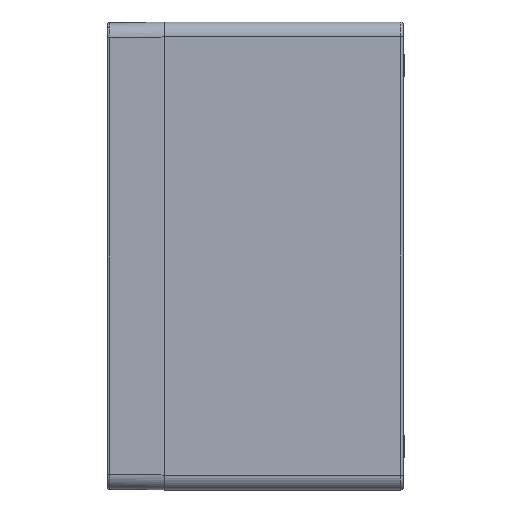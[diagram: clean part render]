
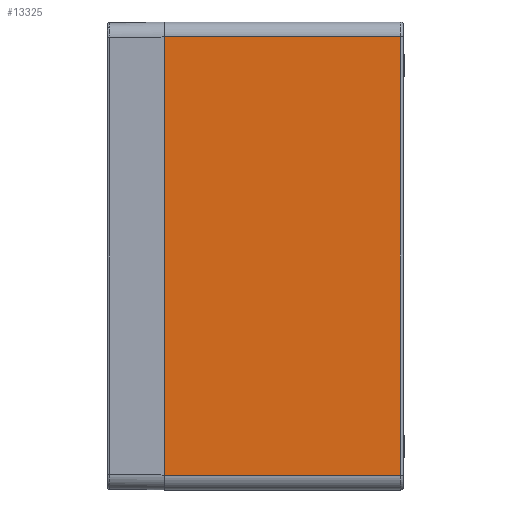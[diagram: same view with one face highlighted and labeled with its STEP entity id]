
A CAD part, left-side view. The second image highlights one B-rep face of the part: STEP entity #13325.
In plain terms, the highlighted planar face has unit normal (-1, 0, 0).
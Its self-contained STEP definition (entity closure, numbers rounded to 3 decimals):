
#8573 = VERTEX_POINT ( 'NONE', #58856 ) ;
#13325 = ADVANCED_FACE ( 'NONE', ( #57563 ), #38422, .T. ) ;
#13763 = VERTEX_POINT ( 'NONE', #49599 ) ;
#14731 = VERTEX_POINT ( 'NONE', #50567 ) ;
#14732 = VERTEX_POINT ( 'NONE', #50568 ) ;
#20796 = ORIENTED_EDGE ( 'NONE', *, *, #21192, .T. ) ;
#20805 = ORIENTED_EDGE ( 'NONE', *, *, #21193, .T. ) ;
#20806 = ORIENTED_EDGE ( 'NONE', *, *, #21191, .T. ) ;
#20807 = ORIENTED_EDGE ( 'NONE', *, *, #21177, .F. ) ;
#21177 = EDGE_CURVE ( 'NONE', #14732, #14731, #43129, .T. ) ;
#21191 = EDGE_CURVE ( 'NONE', #8573, #13763, #43132, .T. ) ;
#21192 = EDGE_CURVE ( 'NONE', #14732, #8573, #43133, .T. ) ;
#21193 = EDGE_CURVE ( 'NONE', #13763, #14731, #43134, .T. ) ;
#33807 = AXIS2_PLACEMENT_3D ( 'NONE', #38423, #38424, #38425 ) ;
#36756 = VECTOR ( 'NONE', #60111, 1000. ) ;
#36779 = VECTOR ( 'NONE', #60150, 1000. ) ;
#36780 = VECTOR ( 'NONE', #60152, 1000. ) ;
#36781 = VECTOR ( 'NONE', #60154, 1000. ) ;
#38422 = PLANE ( 'NONE',  #33807 ) ;
#38423 = CARTESIAN_POINT ( 'NONE',  ( -202., -160., -156.5 ) ) ;
#38424 = DIRECTION ( 'NONE',  ( -1., 0., 0. ) ) ;
#38425 = DIRECTION ( 'NONE',  ( 0., 0., 1. ) ) ;
#43129 = LINE ( 'NONE', #60110, #36756 ) ;
#43132 = LINE ( 'NONE', #60149, #36779 ) ;
#43133 = LINE ( 'NONE', #60151, #36780 ) ;
#43134 = LINE ( 'NONE', #60153, #36781 ) ;
#49599 = CARTESIAN_POINT ( 'NONE',  ( -202., -158., 146.5 ) ) ;
#50567 = CARTESIAN_POINT ( 'NONE',  ( -202., 0., 146.5 ) ) ;
#50568 = CARTESIAN_POINT ( 'NONE',  ( -202., 0., -146.5 ) ) ;
#57563 = FACE_OUTER_BOUND ( 'NONE', #66095, .T. ) ;
#58856 = CARTESIAN_POINT ( 'NONE',  ( -202., -158., -146.5 ) ) ;
#60110 = CARTESIAN_POINT ( 'NONE',  ( -202., 0., -156.5 ) ) ;
#60111 = DIRECTION ( 'NONE',  ( 0., 0., 1. ) ) ;
#60149 = CARTESIAN_POINT ( 'NONE',  ( -202., -158., 146.5 ) ) ;
#60150 = DIRECTION ( 'NONE',  ( 0., 0., 1. ) ) ;
#60151 = CARTESIAN_POINT ( 'NONE',  ( -202., -160., -146.5 ) ) ;
#60152 = DIRECTION ( 'NONE',  ( 0., -1., 0. ) ) ;
#60153 = CARTESIAN_POINT ( 'NONE',  ( -202., -160., 146.5 ) ) ;
#60154 = DIRECTION ( 'NONE',  ( 0., 1., 0. ) ) ;
#66095 = EDGE_LOOP ( 'NONE', ( #20796, #20806, #20805, #20807 ) ) ;
